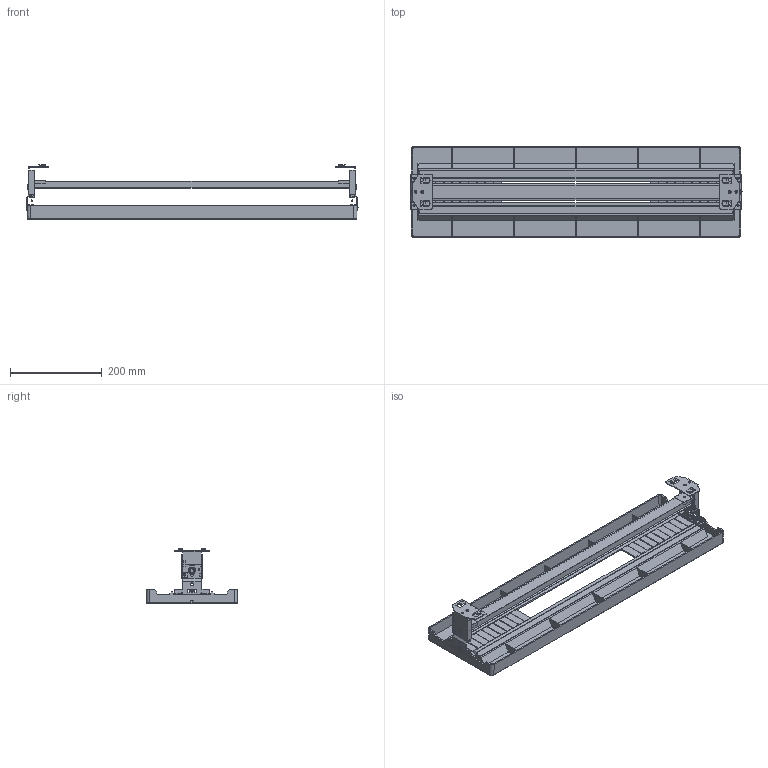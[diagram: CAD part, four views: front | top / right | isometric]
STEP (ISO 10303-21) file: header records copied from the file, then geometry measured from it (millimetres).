
FILE_DESCRIPTION((''),'2;1');
FILE_NAME('GW46424F_ASM','2021-04-09T09:55:17',('User'),('Axiro Italia'),'CREO PARAMETRIC BY PTC INC, 2020354','CREO PARAMETRIC BY PTC INC, 2020354','');
FILE_SCHEMA(('CONFIG_CONTROL_DESIGN'));
Length unit declared in the file: millimetre
Products named in the file (3): 55710925D2XX_MOSTRINA_CON_FINES; 55721468XXXX_GUIDA_DIN_36_M_H15; GW46424F_ASM
Assembly tree (2 placements, depth 2):
  GW46424F_ASM
    55710925D2XX_MOSTRINA_CON_FINES
    55721468XXXX_GUIDA_DIN_36_M_H15
Bounding box: 722.99 x 199.17 x 119.86 mm (x, y, z)
Volume: 681144.5 mm3; surface area: 552309.4 mm2
Topology: 2 solids, 2 shells, 1145 faces, 3283 edges, 2116 vertices
Faces by surface type: plane 862, cylinder 233, cone 26, sphere 20, torus 4
Entity records: 37744 total; most frequent: CARTESIAN_POINT 7409, ORIENTED_EDGE 6534, DIRECTION 5998, EDGE_CURVE 3267, VECTOR 2636, LINE 2636, VERTEX_POINT 2116, AXIS2_PLACEMENT_3D 1681
